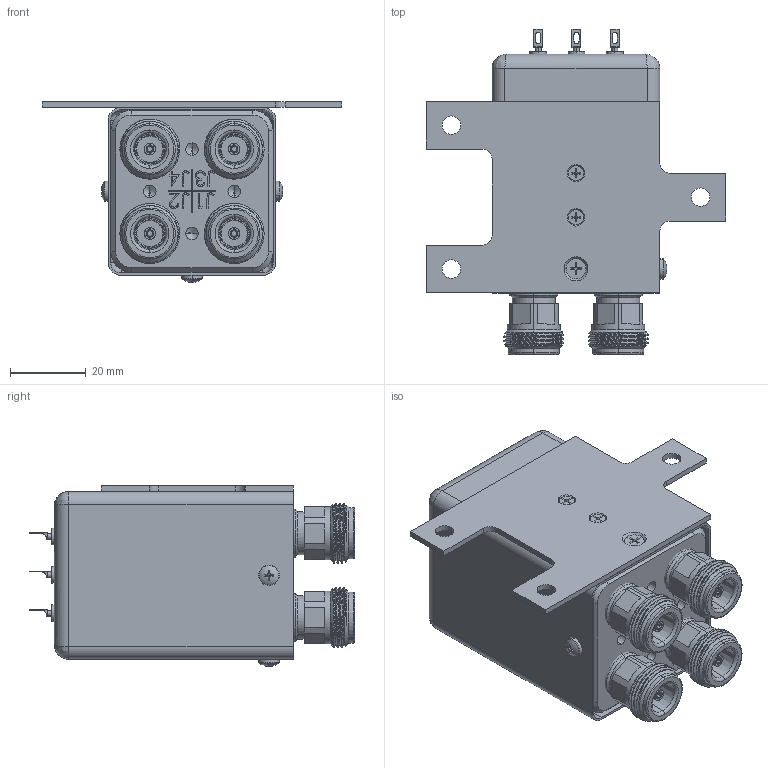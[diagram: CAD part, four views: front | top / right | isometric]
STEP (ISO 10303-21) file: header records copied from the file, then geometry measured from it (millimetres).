
FILE_DESCRIPTION (( 'STEP AP203' ), '1' );
FILE_NAME ('PE71S6498_3D.STEP', '2022-05-11T18:06:31', ( '' ), ( '' ), 'SwSTEP 2.0', 'SolidWorks 2021', '' );
FILE_SCHEMA (( 'CONFIG_CONTROL_DESIGN' ));
Length unit declared in the file: inch
Products named in the file (10): A12075Y04_-401^B22-LAJT0S Rev.1(2)_PE71S6498; B22-LAJT0S Rev.1(2)^PE71S6498; B22064002^B22-LAJT0S Rev.1(2)_PE71S6498; R040691-e360_-03^B22-LAJT0S Rev.1(2)_PE71S6498; PE71S6498_3D; B22061003(______)_-7H; A12075Y05_-202^B22-LAJT0S Rev.1(2)_PE71S6498; A12075Y05_-402^B22-LAJT0S Rev.1(2)_PE71S6498; NEW N connector^B22-LAJT0S Rev.1(2)_PE71S6498; B2202100X
Assembly tree (21 placements, depth 3):
  PE71S6498_3D
    B22-LAJT0S Rev.1(2)^PE71S6498
      B2202100X
      NEW N connector^B22-LAJT0S Rev.1(2)_PE71S6498  x4
      B22061003(______)_-7H
      B22064002^B22-LAJT0S Rev.1(2)_PE71S6498
      R040691-e360_-03^B22-LAJT0S Rev.1(2)_PE71S6498  x7
      A12075Y05_-402^B22-LAJT0S Rev.1(2)_PE71S6498
      A12075Y04_-401^B22-LAJT0S Rev.1(2)_PE71S6498  x3
      A12075Y05_-202^B22-LAJT0S Rev.1(2)_PE71S6498  x2
Bounding box: 79.25 x 86.11 x 47.86 mm (x, y, z)
Volume: 41770.3 mm3; surface area: 48985.6 mm2
Topology: 20 solids, 20 shells, 1213 faces, 3065 edges, 1960 vertices
Faces by surface type: plane 505, cylinder 364, bspline 163, cone 140, torus 38, sphere 3
Entity records: 28891 total; most frequent: CARTESIAN_POINT 12097, ORIENTED_EDGE 3322, DIRECTION 2893, EDGE_CURVE 1661, VERTEX_POINT 1085, AXIS2_PLACEMENT_3D 1001, LINE 891, VECTOR 891
